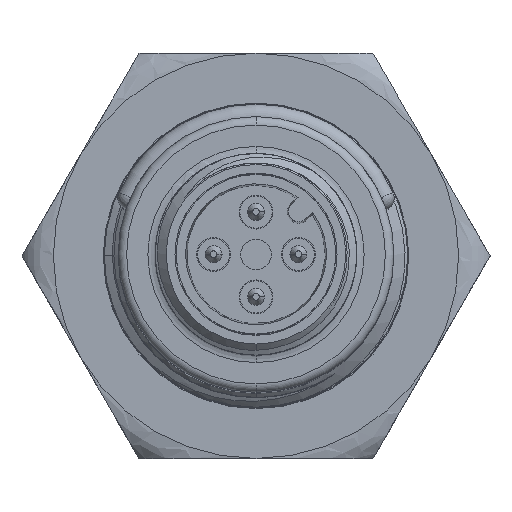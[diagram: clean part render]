
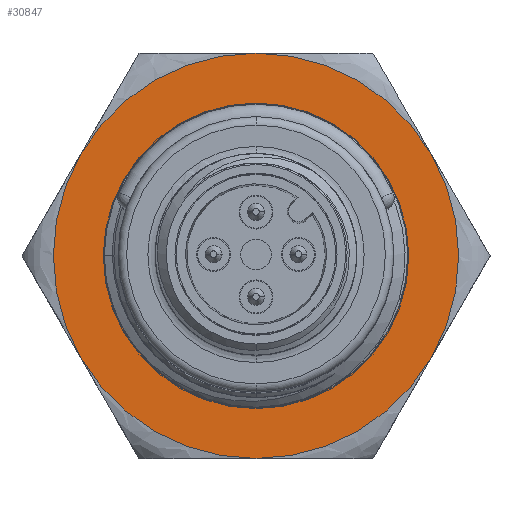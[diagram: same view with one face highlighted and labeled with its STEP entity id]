
A CAD part, top view. The second image highlights one B-rep face of the part: STEP entity #30847.
In plain terms, the highlighted planar face has unit normal (0, 0, 1).
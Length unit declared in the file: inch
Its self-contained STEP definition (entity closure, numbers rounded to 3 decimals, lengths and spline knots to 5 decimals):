
#30270=CARTESIAN_POINT('',(0.00001,0.47,0.16));
#30318=CARTESIAN_POINT('',(0.,0.,0.16));
#30319=DIRECTION('',(0.,0.,1.));
#30320=DIRECTION('',(0.,-1.,0.));
#30321=AXIS2_PLACEMENT_3D('',#30318,#30319,#30320);
#30323=CARTESIAN_POINT('',(0.,0.,0.16));
#30324=DIRECTION('',(0.,0.,1.));
#30325=DIRECTION('',(-0.866,-0.5,0.));
#30326=AXIS2_PLACEMENT_3D('',#30323,#30324,#30325);
#30328=CARTESIAN_POINT('',(0.,0.,0.16));
#30329=DIRECTION('',(0.,0.,1.));
#30330=DIRECTION('',(0.,1.,0.));
#30331=AXIS2_PLACEMENT_3D('',#30328,#30329,#30330);
#30333=CARTESIAN_POINT('',(0.,0.,0.16));
#30334=DIRECTION('',(0.,0.,1.));
#30335=DIRECTION('',(0.866,0.5,0.));
#30336=AXIS2_PLACEMENT_3D('',#30333,#30334,#30335);
#30338=CARTESIAN_POINT('',(0.,0.,0.16));
#30339=DIRECTION('',(0.,0.,1.));
#30340=DIRECTION('',(-1.,0.,0.));
#30341=AXIS2_PLACEMENT_3D('',#30338,#30339,#30340);
#30343=CARTESIAN_POINT('',(0.,0.,0.16));
#30344=DIRECTION('',(0.,0.,1.));
#30345=DIRECTION('',(1.,0.,0.));
#30346=AXIS2_PLACEMENT_3D('',#30343,#30344,#30345);
#30348=CARTESIAN_POINT('',(0.,0.,0.16));
#30349=DIRECTION('',(0.,0.,1.));
#30350=DIRECTION('',(-0.866,0.5,0.));
#30351=AXIS2_PLACEMENT_3D('',#30348,#30349,#30350);
#30353=CARTESIAN_POINT('',(0.,0.,0.16));
#30354=DIRECTION('',(0.,0.,1.));
#30355=DIRECTION('',(0.866,-0.5,0.));
#30356=AXIS2_PLACEMENT_3D('',#30353,#30354,#30355);
#30369=CARTESIAN_POINT('',(0.40704,0.23499,0.16));
#30428=CARTESIAN_POINT('',(0.40701,-0.23503,0.16));
#30486=CARTESIAN_POINT('',(-0.00001,-0.47,0.16));
#30545=CARTESIAN_POINT('',(-0.40704,-0.23499,0.16));
#30609=CARTESIAN_POINT('',(-0.40701,0.23503,0.16));
#30664=VERTEX_POINT('',#30609);
#30666=VERTEX_POINT('',#30545);
#30668=VERTEX_POINT('',#30486);
#30670=VERTEX_POINT('',#30428);
#30672=VERTEX_POINT('',#30369);
#30674=VERTEX_POINT('',#30270);
#30697=CARTESIAN_POINT('',(-0.3345,0.,0.16));
#30698=CARTESIAN_POINT('',(0.3345,0.,0.16));
#30699=VERTEX_POINT('',#30697);
#30700=VERTEX_POINT('',#30698);
#30823=CARTESIAN_POINT('',(0.,0.,0.16));
#30824=DIRECTION('',(0.,0.,1.));
#30825=DIRECTION('',(1.,0.,0.));
#30826=AXIS2_PLACEMENT_3D('',#30823,#30824,#30825);
#30827=PLANE('',#30826);
#30829=ORIENTED_EDGE('',*,*,#30828,.F.);
#30831=ORIENTED_EDGE('',*,*,#30830,.F.);
#30833=ORIENTED_EDGE('',*,*,#30832,.F.);
#30835=ORIENTED_EDGE('',*,*,#30834,.F.);
#30836=ORIENTED_EDGE('',*,*,#30816,.F.);
#30838=ORIENTED_EDGE('',*,*,#30837,.F.);
#30839=EDGE_LOOP('',(#30829,#30831,#30833,#30835,#30836,#30838));
#30840=FACE_OUTER_BOUND('',#30839,.F.);
#30842=ORIENTED_EDGE('',*,*,#30841,.T.);
#30844=ORIENTED_EDGE('',*,*,#30843,.T.);
#30845=EDGE_LOOP('',(#30842,#30844));
#30846=FACE_BOUND('',#30845,.F.);
#30847=ADVANCED_FACE('',(#30840,#30846),#30827,.T.);
#30322=CIRCLE('',#30321,0.47);
#30327=CIRCLE('',#30326,0.47);
#30332=CIRCLE('',#30331,0.47);
#30337=CIRCLE('',#30336,0.47);
#30342=CIRCLE('',#30341,0.3345);
#30347=CIRCLE('',#30346,0.3345);
#30352=CIRCLE('',#30351,0.47);
#30357=CIRCLE('',#30356,0.47);
#30816=EDGE_CURVE('',#30674,#30664,#30332,.T.);
#30828=EDGE_CURVE('',#30670,#30672,#30357,.T.);
#30830=EDGE_CURVE('',#30668,#30670,#30322,.T.);
#30832=EDGE_CURVE('',#30666,#30668,#30327,.T.);
#30834=EDGE_CURVE('',#30664,#30666,#30352,.T.);
#30837=EDGE_CURVE('',#30672,#30674,#30337,.T.);
#30841=EDGE_CURVE('',#30699,#30700,#30342,.T.);
#30843=EDGE_CURVE('',#30700,#30699,#30347,.T.);
